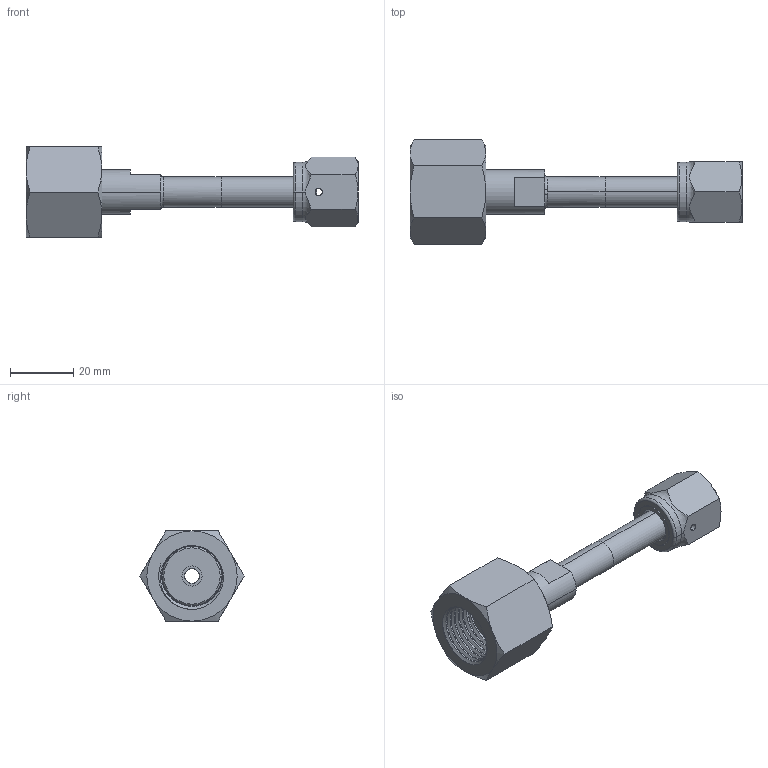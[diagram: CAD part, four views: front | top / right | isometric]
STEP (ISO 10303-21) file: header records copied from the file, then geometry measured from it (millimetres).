
FILE_DESCRIPTION (( 'STEP AP203' ), '1' );
FILE_NAME ('INL-320SS-4FFS.STEP', '2024-12-13T13:11:58', ( '' ), ( '' ), 'SwSTEP 2.0', 'SolidWorks 2018', '' );
FILE_SCHEMA (( 'CONFIG_CONTROL_DESIGN' ));
Length unit declared in the file: inch
Products named in the file (1): INL-320SS-4FFS
Bounding box: 105.1 x 33 x 28.57 mm (x, y, z)
Volume: 20917.2 mm3; surface area: 13196.4 mm2
Topology: 4 solids, 4 shells, 159 faces, 527 edges, 390 vertices
Faces by surface type: cylinder 56, plane 42, cone 42, torus 14, bspline 5
Entity records: 11409 total; most frequent: CARTESIAN_POINT 6945, ORIENTED_EDGE 1054, DIRECTION 752, EDGE_CURVE 527, VERTEX_POINT 390, AXIS2_PLACEMENT_3D 313, B_SPLINE_CURVE_WITH_KNOTS 243, EDGE_LOOP 185
